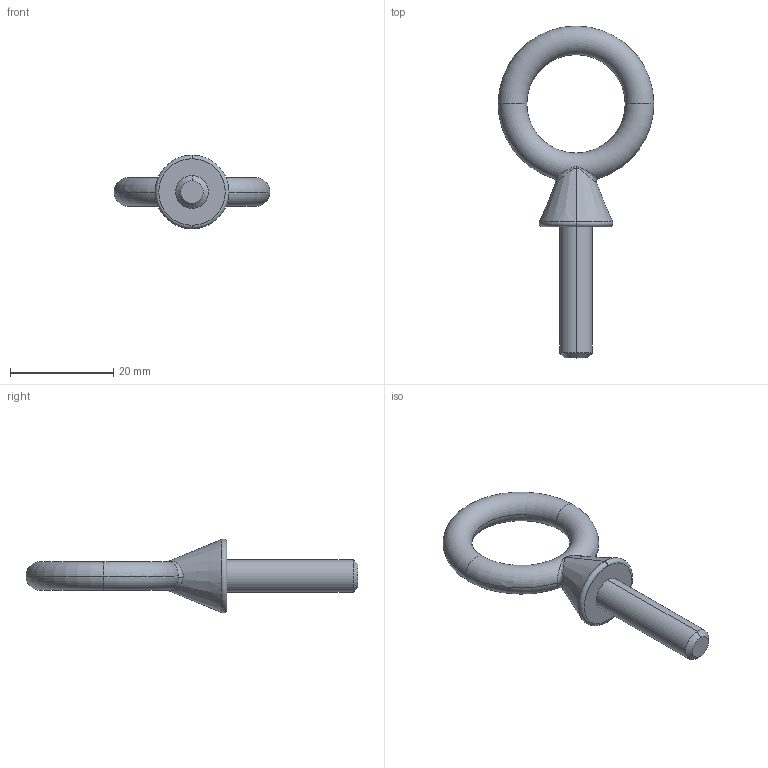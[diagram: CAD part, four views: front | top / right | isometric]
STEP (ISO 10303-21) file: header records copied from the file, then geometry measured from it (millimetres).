
FILE_DESCRIPTION (( 'STEP AP203' ), '1' );
FILE_NAME ('3014T45_NO THREADS_Steel Eyebolt with Shoulder - for Lifting.STEP', '2021-09-08T02:13:19', ( 'Administrator' ), ( 'Managed by Terraform' ), 'SwSTEP 2.0', 'SolidWorks 2017', '' );
FILE_SCHEMA (( 'CONFIG_CONTROL_DESIGN' ));
Length unit declared in the file: inch
Products named in the file (1): 3014T45_NO THREADS_Steel Eyebolt with Shoulder - for Lifting
Bounding box: 30.16 x 64.29 x 14.28 mm (x, y, z)
Volume: 3613.2 mm3; surface area: 2312.1 mm2
Topology: 1 solids, 1 shells, 16 faces, 37 edges, 22 vertices
Faces by surface type: torus 6, cone 4, bspline 2, cylinder 2, plane 2
Entity records: 961 total; most frequent: CARTESIAN_POINT 518, DIRECTION 82, ORIENTED_EDGE 74, AXIS2_PLACEMENT_3D 38, EDGE_CURVE 37, CIRCLE 23, VERTEX_POINT 22, EDGE_LOOP 17
